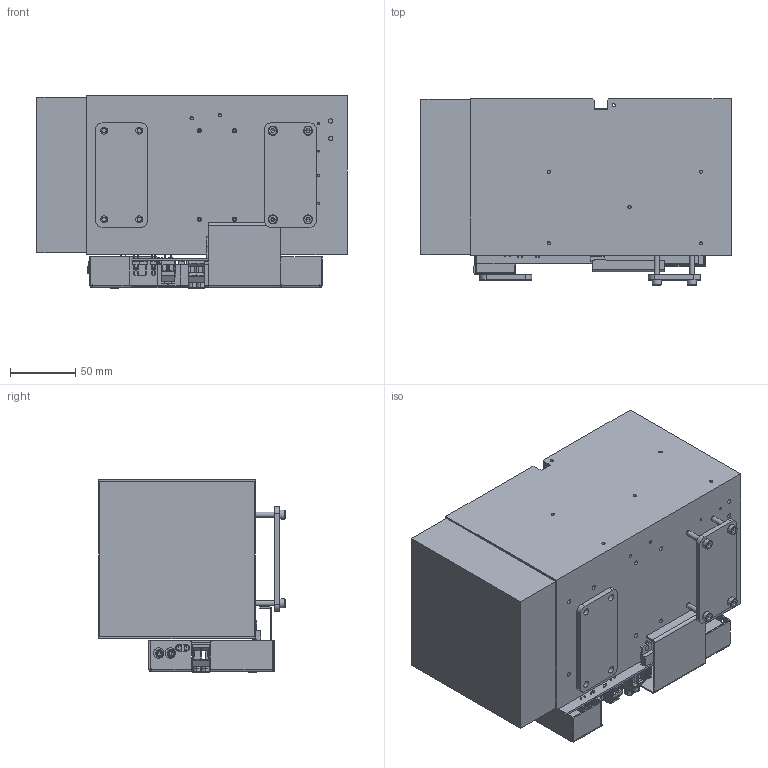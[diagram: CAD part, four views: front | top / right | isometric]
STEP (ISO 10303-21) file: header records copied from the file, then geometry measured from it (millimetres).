
FILE_DESCRIPTION (( 'STEP AP203' ), '1' );
FILE_NAME ('CCM_moyen-LA17_200-1carte.STEP', '2023-07-12T07:45:44', ( '' ), ( '' ), 'SwSTEP 2.0', 'SolidWorks 2021', '' );
FILE_SCHEMA (( 'CONFIG_CONTROL_DESIGN' ));
Length unit declared in the file: millimetre
Products named in the file (1): CCM_moyen-LA17_200-1carte
Bounding box: 238 x 143 x 148.05 mm (x, y, z)
Surface area: 770691.3 mm2 (no closed solid volume)
Topology: 0 solids, 84 shells, 793 faces, 2904 edges, 2138 vertices
Faces by surface type: plane 592, cylinder 167, torus 16, cone 11, sphere 5, bspline 2
Full cylindrical faces by diameter (mm): 1.6 x5, 2.5 x10, 3.3 x16, 4 x4, 5.3 x4, 7 x4, 8 x2
Entity records: 31702 total; most frequent: CARTESIAN_POINT 7444, DIRECTION 4830, ORIENTED_EDGE 4279, EDGE_CURVE 2840, VECTOR 2236, LINE 2236, VERTEX_POINT 2127, AXIS2_PLACEMENT_3D 1297
